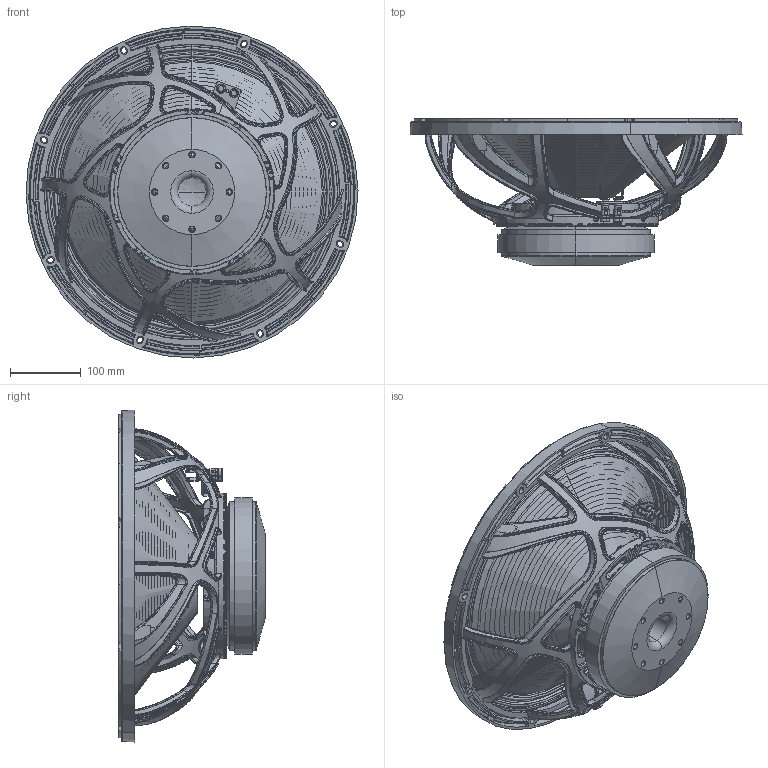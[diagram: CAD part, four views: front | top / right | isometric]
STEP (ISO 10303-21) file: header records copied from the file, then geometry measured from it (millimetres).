
FILE_DESCRIPTION (( 'STEP AP214' ), '1' );
FILE_NAME ('036 3D.STEP', '2023-04-23T01:48:38', ( '' ), ( '' ), 'SwSTEP 2.0', 'SolidWorks 2020', '' );
FILE_SCHEMA (( 'AUTOMOTIVE_DESIGN' ));
Length unit declared in the file: millimetre
Products named in the file (1): 036 3D
Bounding box: 467.85 x 206.4 x 467.85 mm (x, y, z)
Surface area: 925230.6 mm2 (no closed solid volume)
Topology: 0 solids, 35 shells, 2286 faces, 7662 edges, 5210 vertices
Faces by surface type: bspline 1164, torus 396, cone 278, plane 243, cylinder 190, sphere 15
Entity records: 195562 total; most frequent: CARTESIAN_POINT 115503, ORIENTED_EDGE 12299, DIRECTION 8736, EDGE_CURVE 7650, VERTEX_POINT 5208, AXIS2_PLACEMENT_3D 3862, B_SPLINE_CURVE_WITH_KNOTS 3836, CIRCLE 2739
